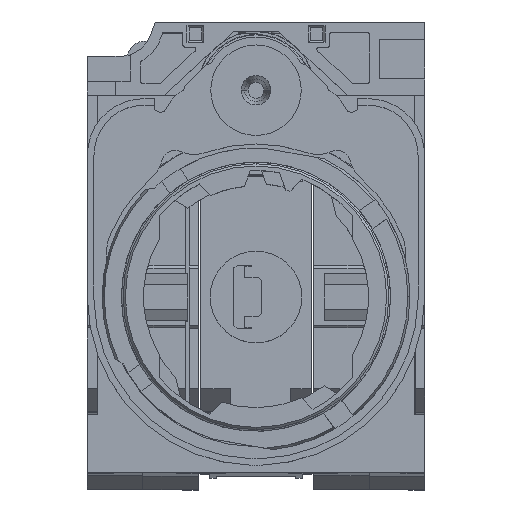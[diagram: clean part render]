
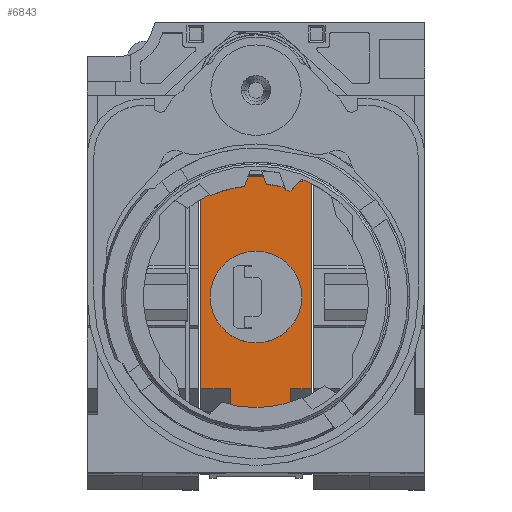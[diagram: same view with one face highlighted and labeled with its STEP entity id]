
A CAD part, top view. The second image highlights one B-rep face of the part: STEP entity #6843.
In plain terms, the highlighted planar face has unit normal (0, 0, 1).
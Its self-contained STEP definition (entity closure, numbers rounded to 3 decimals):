
#6843=ADVANCED_FACE('',(#15995,#15996),#15997,.T.);
#15995=FACE_BOUND('',#27508,.T.);
#15996=FACE_OUTER_BOUND('',#27509,.T.);
#15997=PLANE('',#27510);
#27508=EDGE_LOOP('',(#48837,#48838));
#27509=EDGE_LOOP('',(#48839,#48840,#48841,#48842,#48843,#48844,#48845,#48846,#48847,#48848,#48849,#48850,#48851,#48852));
#27510=AXIS2_PLACEMENT_3D('',#48853,#48854,#48855);
#48837=ORIENTED_EDGE('',*,*,#76423,.T.);
#48838=ORIENTED_EDGE('',*,*,#75050,.T.);
#48839=ORIENTED_EDGE('',*,*,#76934,.T.);
#48840=ORIENTED_EDGE('',*,*,#77112,.T.);
#48841=ORIENTED_EDGE('',*,*,#76463,.T.);
#48842=ORIENTED_EDGE('',*,*,#76440,.F.);
#48843=ORIENTED_EDGE('',*,*,#76428,.F.);
#48844=ORIENTED_EDGE('',*,*,#77113,.F.);
#48845=ORIENTED_EDGE('',*,*,#75895,.F.);
#48846=ORIENTED_EDGE('',*,*,#76394,.T.);
#48847=ORIENTED_EDGE('',*,*,#76368,.T.);
#48848=ORIENTED_EDGE('',*,*,#76945,.T.);
#48849=ORIENTED_EDGE('',*,*,#76569,.F.);
#48850=ORIENTED_EDGE('',*,*,#76565,.T.);
#48851=ORIENTED_EDGE('',*,*,#76525,.T.);
#48852=ORIENTED_EDGE('',*,*,#76944,.T.);
#48853=CARTESIAN_POINT('',(10.0,23.475,43.8));
#48854=DIRECTION('',(0.0,0.0,1.0));
#48855=DIRECTION('',(0.0,-1.0,0.0));
#75050=EDGE_CURVE('',#91491,#91488,#91492,.T.);
#75895=EDGE_CURVE('',#92769,#92771,#92772,.T.);
#76368=EDGE_CURVE('',#93500,#93498,#93501,.T.);
#76394=EDGE_CURVE('',#92769,#93500,#93537,.T.);
#76423=EDGE_CURVE('',#91488,#91491,#93577,.T.);
#76428=EDGE_CURVE('',#93581,#93583,#93584,.T.);
#76440=EDGE_CURVE('',#93583,#93601,#93605,.T.);
#76463=EDGE_CURVE('',#93633,#93601,#93635,.T.);
#76525=EDGE_CURVE('',#93724,#93721,#93725,.T.);
#76565=EDGE_CURVE('',#93784,#93724,#93785,.T.);
#76569=EDGE_CURVE('',#93784,#93788,#93790,.T.);
#76934=EDGE_CURVE('',#94331,#94329,#94332,.T.);
#76944=EDGE_CURVE('',#93721,#94331,#94347,.T.);
#76945=EDGE_CURVE('',#93498,#93788,#94348,.T.);
#77112=EDGE_CURVE('',#94329,#93633,#94562,.T.);
#77113=EDGE_CURVE('',#92771,#93581,#94563,.T.);
#91488=VERTEX_POINT('',#116048);
#91491=VERTEX_POINT('',#116052);
#91492=CIRCLE('',#116053,4.05);
#92769=VERTEX_POINT('',#117840);
#92771=VERTEX_POINT('',#117842);
#92772=LINE('',#117843,#117844);
#93498=VERTEX_POINT('',#118908);
#93500=VERTEX_POINT('',#118911);
#93501=LINE('',#118912,#118913);
#93537=LINE('',#118962,#118963);
#93577=CIRCLE('',#119022,4.05);
#93581=VERTEX_POINT('',#119026);
#93583=VERTEX_POINT('',#119029);
#93584=LINE('',#119030,#119031);
#93601=VERTEX_POINT('',#119052);
#93605=LINE('',#119057,#119058);
#93633=VERTEX_POINT('',#119096);
#93635=LINE('',#119099,#119100);
#93721=VERTEX_POINT('',#119218);
#93724=VERTEX_POINT('',#119222);
#93725=LINE('',#119223,#119224);
#93784=VERTEX_POINT('',#119303);
#93785=LINE('',#119304,#119305);
#93788=VERTEX_POINT('',#119308);
#93790=LINE('',#119311,#119312);
#94329=VERTEX_POINT('',#120110);
#94331=VERTEX_POINT('',#120113);
#94332=LINE('',#120114,#120115);
#94347=LINE('',#120136,#120137);
#94348=LINE('',#120138,#120139);
#94562=LINE('',#120446,#120447);
#94563=LINE('',#120448,#120449);
#116048=CARTESIAN_POINT('',(14.9,12.95,43.8));
#116052=CARTESIAN_POINT('',(14.9,21.05,43.8));
#116053=AXIS2_PLACEMENT_3D('',#143089,#143090,#143091);
#117840=CARTESIAN_POINT('',(19.8,28.17,43.8));
#117842=CARTESIAN_POINT('',(19.8,8.9,43.8));
#117843=CARTESIAN_POINT('',(19.8,14.25,43.8));
#117844=VECTOR('',#143968,1.0);
#118908=CARTESIAN_POINT('',(19.0,27.2,43.8));
#118911=CARTESIAN_POINT('',(19.0,28.17,43.8));
#118912=CARTESIAN_POINT('',(19.0,28.17,43.8));
#118913=VECTOR('',#144386,1.0);
#118962=CARTESIAN_POINT('',(19.8,28.17,43.8));
#118963=VECTOR('',#144415,1.0);
#119022=AXIS2_PLACEMENT_3D('',#144438,#144439,#144440);
#119026=CARTESIAN_POINT('',(17.95,8.9,43.8));
#119029=CARTESIAN_POINT('',(17.95,6.2,43.8));
#119030=CARTESIAN_POINT('',(17.95,9.0,43.8));
#119031=VECTOR('',#144442,1.0);
#119052=CARTESIAN_POINT('',(12.65,6.2,43.8));
#119057=CARTESIAN_POINT('',(17.95,6.2,43.8));
#119058=VECTOR('',#144463,1.0);
#119096=CARTESIAN_POINT('',(12.65,8.9,43.8));
#119099=CARTESIAN_POINT('',(12.65,9.0,43.8));
#119100=VECTOR('',#144484,1.0);
#119218=CARTESIAN_POINT('',(12.8,27.2,43.8));
#119222=CARTESIAN_POINT('',(12.8,27.658,43.8));
#119223=CARTESIAN_POINT('',(12.8,27.658,43.8));
#119224=VECTOR('',#144548,1.0);
#119303=CARTESIAN_POINT('',(17.8,27.658,43.8));
#119304=CARTESIAN_POINT('',(17.8,27.658,43.8));
#119305=VECTOR('',#144596,1.0);
#119308=CARTESIAN_POINT('',(17.8,27.2,43.8));
#119311=CARTESIAN_POINT('',(17.8,27.658,43.8));
#119312=VECTOR('',#144601,1.0);
#120110=CARTESIAN_POINT('',(10.0,8.9,43.8));
#120113=CARTESIAN_POINT('',(10.0,27.2,43.8));
#120114=CARTESIAN_POINT('',(10.0,14.25,43.8));
#120115=VECTOR('',#144943,1.0);
#120136=CARTESIAN_POINT('',(19.8,27.2,43.8));
#120137=VECTOR('',#144953,1.0);
#120138=CARTESIAN_POINT('',(19.8,27.2,43.8));
#120139=VECTOR('',#144954,1.0);
#120446=CARTESIAN_POINT('',(10.0,8.9,43.8));
#120447=VECTOR('',#145087,1.0);
#120448=CARTESIAN_POINT('',(19.8,8.9,43.8));
#120449=VECTOR('',#145088,1.0);
#143089=CARTESIAN_POINT('',(14.9,17.0,43.8));
#143090=DIRECTION('',(-0.0,-0.0,-1.0));
#143091=DIRECTION('',(0.0,-1.0,0.0));
#143968=DIRECTION('',(0.0,-1.0,0.0));
#144386=DIRECTION('',(0.0,-1.0,0.0));
#144415=DIRECTION('',(-1.0,0.0,0.0));
#144438=CARTESIAN_POINT('',(14.9,17.0,43.8));
#144439=DIRECTION('',(-0.0,-0.0,-1.0));
#144440=DIRECTION('',(0.0,-1.0,0.0));
#144442=DIRECTION('',(0.0,-1.0,0.0));
#144463=DIRECTION('',(-1.0,0.0,0.0));
#144484=DIRECTION('',(0.0,-1.0,0.0));
#144548=DIRECTION('',(0.0,-1.0,0.0));
#144596=DIRECTION('',(-1.0,0.0,0.0));
#144601=DIRECTION('',(0.0,-1.0,0.0));
#144943=DIRECTION('',(0.0,-1.0,0.0));
#144953=DIRECTION('',(-1.0,0.0,0.0));
#144954=DIRECTION('',(-1.0,0.0,0.0));
#145087=DIRECTION('',(1.0,0.0,0.0));
#145088=DIRECTION('',(-1.0,0.0,0.0));
